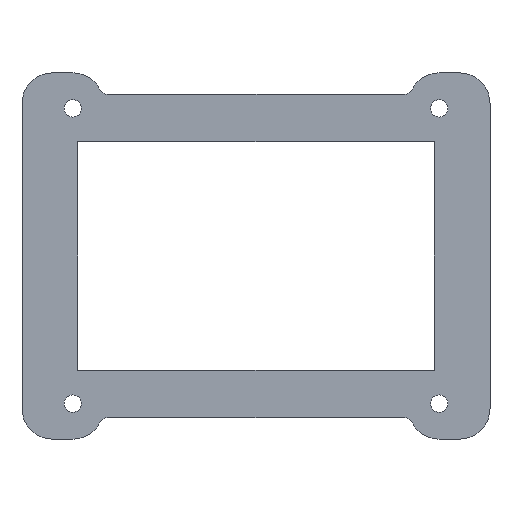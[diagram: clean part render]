
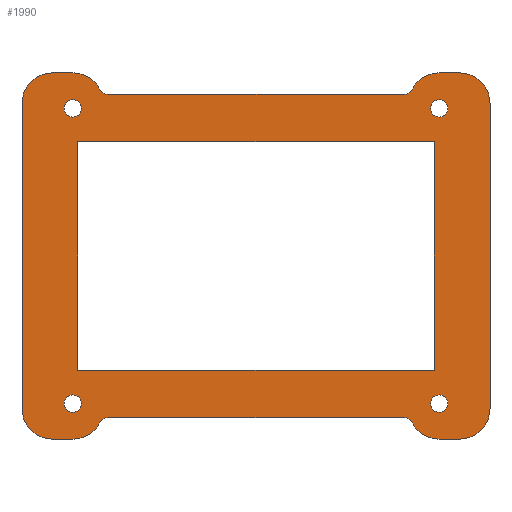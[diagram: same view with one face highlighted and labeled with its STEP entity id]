
A CAD part, front view. The second image highlights one B-rep face of the part: STEP entity #1990.
In plain terms, the highlighted planar face has unit normal (0, -1, 0).
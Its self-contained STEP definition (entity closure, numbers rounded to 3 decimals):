
#89=FACE_BOUND('',#496,.T.);
#90=FACE_BOUND('',#497,.T.);
#91=FACE_BOUND('',#498,.T.);
#92=FACE_BOUND('',#499,.T.);
#93=FACE_BOUND('',#500,.T.);
#113=CIRCLE('',#2041,1.7);
#117=CIRCLE('',#2047,1.7);
#121=CIRCLE('',#2053,1.7);
#221=CIRCLE('',#2248,1.7);
#222=CIRCLE('',#2250,2.);
#223=CIRCLE('',#2252,6.);
#224=CIRCLE('',#2254,2.);
#225=CIRCLE('',#2257,2.);
#226=CIRCLE('',#2259,6.);
#227=CIRCLE('',#2261,2.);
#228=CIRCLE('',#2264,6.);
#229=CIRCLE('',#2267,6.);
#230=CIRCLE('',#2268,6.);
#231=CIRCLE('',#2269,6.);
#232=CIRCLE('',#2270,6.);
#233=CIRCLE('',#2271,6.);
#370=FACE_OUTER_BOUND('',#495,.T.);
#495=EDGE_LOOP('',(#1783,#1784,#1785,#1786,#1787,#1788,#1789,#1790,#1791,
#1792,#1793,#1794,#1795,#1796,#1797,#1798,#1799,#1800,#1801,#1802));
#496=EDGE_LOOP('',(#1803,#1804,#1805,#1806));
#497=EDGE_LOOP('',(#1807));
#498=EDGE_LOOP('',(#1808));
#499=EDGE_LOOP('',(#1809));
#500=EDGE_LOOP('',(#1810));
#511=LINE('',#2966,#655);
#515=LINE('',#2974,#659);
#518=LINE('',#2980,#662);
#521=LINE('',#2985,#665);
#632=LINE('',#3486,#776);
#638=LINE('',#3504,#782);
#641=LINE('',#3513,#785);
#643=LINE('',#3516,#787);
#644=LINE('',#3520,#788);
#645=LINE('',#3524,#789);
#646=LINE('',#3527,#790);
#647=LINE('',#3531,#791);
#655=VECTOR('',#2286,10.);
#659=VECTOR('',#2292,10.);
#662=VECTOR('',#2297,10.);
#665=VECTOR('',#2302,10.);
#776=VECTOR('',#2887,10.);
#782=VECTOR('',#2907,10.);
#785=VECTOR('',#2916,10.);
#787=VECTOR('',#2920,10.);
#788=VECTOR('',#2923,10.);
#789=VECTOR('',#2926,10.);
#790=VECTOR('',#2929,10.);
#791=VECTOR('',#2932,10.);
#799=VERTEX_POINT('',#2964);
#800=VERTEX_POINT('',#2965);
#803=VERTEX_POINT('',#2973);
#805=VERTEX_POINT('',#2979);
#841=VERTEX_POINT('',#3059);
#844=VERTEX_POINT('',#3069);
#847=VERTEX_POINT('',#3079);
#954=VERTEX_POINT('',#3466);
#955=VERTEX_POINT('',#3470);
#956=VERTEX_POINT('',#3471);
#957=VERTEX_POINT('',#3476);
#958=VERTEX_POINT('',#3480);
#959=VERTEX_POINT('',#3481);
#960=VERTEX_POINT('',#3488);
#961=VERTEX_POINT('',#3489);
#962=VERTEX_POINT('',#3494);
#963=VERTEX_POINT('',#3498);
#964=VERTEX_POINT('',#3499);
#965=VERTEX_POINT('',#3506);
#966=VERTEX_POINT('',#3508);
#967=VERTEX_POINT('',#3512);
#968=VERTEX_POINT('',#3517);
#969=VERTEX_POINT('',#3519);
#970=VERTEX_POINT('',#3521);
#971=VERTEX_POINT('',#3523);
#972=VERTEX_POINT('',#3525);
#973=VERTEX_POINT('',#3528);
#974=VERTEX_POINT('',#3530);
#975=EDGE_CURVE('',#799,#800,#511,.T.);
#979=EDGE_CURVE('',#800,#803,#515,.T.);
#982=EDGE_CURVE('',#803,#805,#518,.T.);
#985=EDGE_CURVE('',#805,#799,#521,.T.);
#1023=EDGE_CURVE('',#841,#841,#113,.T.);
#1028=EDGE_CURVE('',#844,#844,#117,.T.);
#1033=EDGE_CURVE('',#847,#847,#121,.T.);
#1226=EDGE_CURVE('',#954,#954,#221,.T.);
#1227=EDGE_CURVE('',#955,#956,#222,.T.);
#1230=EDGE_CURVE('',#956,#957,#223,.T.);
#1232=EDGE_CURVE('',#958,#959,#224,.T.);
#1235=EDGE_CURVE('',#955,#959,#632,.T.);
#1236=EDGE_CURVE('',#960,#961,#225,.T.);
#1239=EDGE_CURVE('',#961,#962,#226,.T.);
#1241=EDGE_CURVE('',#963,#964,#227,.T.);
#1244=EDGE_CURVE('',#964,#960,#638,.T.);
#1246=EDGE_CURVE('',#965,#966,#228,.T.);
#1248=EDGE_CURVE('',#967,#966,#641,.T.);
#1250=EDGE_CURVE('',#965,#957,#643,.T.);
#1251=EDGE_CURVE('',#968,#958,#229,.T.);
#1252=EDGE_CURVE('',#968,#969,#644,.T.);
#1253=EDGE_CURVE('',#970,#969,#230,.T.);
#1254=EDGE_CURVE('',#970,#971,#645,.T.);
#1255=EDGE_CURVE('',#972,#971,#231,.T.);
#1256=EDGE_CURVE('',#972,#962,#646,.T.);
#1257=EDGE_CURVE('',#973,#963,#232,.T.);
#1258=EDGE_CURVE('',#973,#974,#647,.T.);
#1259=EDGE_CURVE('',#967,#974,#233,.T.);
#1783=ORIENTED_EDGE('',*,*,#1246,.F.);
#1784=ORIENTED_EDGE('',*,*,#1250,.T.);
#1785=ORIENTED_EDGE('',*,*,#1230,.F.);
#1786=ORIENTED_EDGE('',*,*,#1227,.F.);
#1787=ORIENTED_EDGE('',*,*,#1235,.T.);
#1788=ORIENTED_EDGE('',*,*,#1232,.F.);
#1789=ORIENTED_EDGE('',*,*,#1251,.F.);
#1790=ORIENTED_EDGE('',*,*,#1252,.T.);
#1791=ORIENTED_EDGE('',*,*,#1253,.F.);
#1792=ORIENTED_EDGE('',*,*,#1254,.T.);
#1793=ORIENTED_EDGE('',*,*,#1255,.F.);
#1794=ORIENTED_EDGE('',*,*,#1256,.T.);
#1795=ORIENTED_EDGE('',*,*,#1239,.F.);
#1796=ORIENTED_EDGE('',*,*,#1236,.F.);
#1797=ORIENTED_EDGE('',*,*,#1244,.F.);
#1798=ORIENTED_EDGE('',*,*,#1241,.F.);
#1799=ORIENTED_EDGE('',*,*,#1257,.F.);
#1800=ORIENTED_EDGE('',*,*,#1258,.T.);
#1801=ORIENTED_EDGE('',*,*,#1259,.F.);
#1802=ORIENTED_EDGE('',*,*,#1248,.T.);
#1803=ORIENTED_EDGE('',*,*,#982,.T.);
#1804=ORIENTED_EDGE('',*,*,#985,.T.);
#1805=ORIENTED_EDGE('',*,*,#975,.T.);
#1806=ORIENTED_EDGE('',*,*,#979,.T.);
#1807=ORIENTED_EDGE('',*,*,#1033,.F.);
#1808=ORIENTED_EDGE('',*,*,#1226,.F.);
#1809=ORIENTED_EDGE('',*,*,#1023,.F.);
#1810=ORIENTED_EDGE('',*,*,#1028,.F.);
#1876=PLANE('',#2266);
#1990=ADVANCED_FACE('',(#370,#89,#90,#91,#92,#93),#1876,.F.);
#2041=AXIS2_PLACEMENT_3D('',#3061,#2365,#2366);
#2047=AXIS2_PLACEMENT_3D('',#3071,#2378,#2379);
#2053=AXIS2_PLACEMENT_3D('',#3081,#2391,#2392);
#2248=AXIS2_PLACEMENT_3D('',#3468,#2866,#2867);
#2250=AXIS2_PLACEMENT_3D('',#3472,#2870,#2871);
#2252=AXIS2_PLACEMENT_3D('',#3477,#2876,#2877);
#2254=AXIS2_PLACEMENT_3D('',#3482,#2881,#2882);
#2257=AXIS2_PLACEMENT_3D('',#3490,#2890,#2891);
#2259=AXIS2_PLACEMENT_3D('',#3495,#2896,#2897);
#2261=AXIS2_PLACEMENT_3D('',#3500,#2901,#2902);
#2264=AXIS2_PLACEMENT_3D('',#3509,#2911,#2912);
#2266=AXIS2_PLACEMENT_3D('',#3515,#2918,#2919);
#2267=AXIS2_PLACEMENT_3D('',#3518,#2921,#2922);
#2268=AXIS2_PLACEMENT_3D('',#3522,#2924,#2925);
#2269=AXIS2_PLACEMENT_3D('',#3526,#2927,#2928);
#2270=AXIS2_PLACEMENT_3D('',#3529,#2930,#2931);
#2271=AXIS2_PLACEMENT_3D('',#3532,#2933,#2934);
#2286=DIRECTION('',(-1.,0.,0.));
#2292=DIRECTION('',(0.,0.,1.));
#2297=DIRECTION('',(1.,0.,0.));
#2302=DIRECTION('',(0.,0.,-1.));
#2365=DIRECTION('center_axis',(0.,-1.,0.));
#2366=DIRECTION('ref_axis',(1.,0.,0.));
#2378=DIRECTION('center_axis',(0.,-1.,0.));
#2379=DIRECTION('ref_axis',(1.,0.,0.));
#2391=DIRECTION('center_axis',(0.,-1.,0.));
#2392=DIRECTION('ref_axis',(1.,0.,0.));
#2866=DIRECTION('center_axis',(0.,-1.,0.));
#2867=DIRECTION('ref_axis',(1.,0.,0.));
#2870=DIRECTION('center_axis',(0.,-1.,0.));
#2871=DIRECTION('ref_axis',(-0.515,0.,0.857));
#2876=DIRECTION('center_axis',(0.,1.,0.));
#2877=DIRECTION('ref_axis',(0.957,0.,-0.292));
#2881=DIRECTION('center_axis',(0.,-1.,0.));
#2882=DIRECTION('ref_axis',(0.515,0.,0.857));
#2887=DIRECTION('',(1.,0.,0.));
#2890=DIRECTION('center_axis',(0.,-1.,0.));
#2891=DIRECTION('ref_axis',(0.515,0.,-0.857));
#2896=DIRECTION('center_axis',(0.,1.,0.));
#2897=DIRECTION('ref_axis',(-0.957,0.,0.292));
#2901=DIRECTION('center_axis',(0.,-1.,0.));
#2902=DIRECTION('ref_axis',(-0.515,0.,-0.857));
#2907=DIRECTION('',(1.,0.,0.));
#2911=DIRECTION('center_axis',(0.,1.,0.));
#2912=DIRECTION('ref_axis',(-0.707,0.,-0.707));
#2916=DIRECTION('',(0.,0.,-1.));
#2918=DIRECTION('center_axis',(0.,1.,0.));
#2919=DIRECTION('ref_axis',(1.,0.,0.));
#2920=DIRECTION('',(1.,0.,0.));
#2921=DIRECTION('center_axis',(0.,1.,0.));
#2922=DIRECTION('ref_axis',(0.,0.,-1.));
#2923=DIRECTION('',(1.,0.,0.));
#2924=DIRECTION('center_axis',(0.,1.,0.));
#2925=DIRECTION('ref_axis',(0.707,0.,-0.707));
#2926=DIRECTION('',(0.,0.,1.));
#2927=DIRECTION('center_axis',(0.,1.,0.));
#2928=DIRECTION('ref_axis',(0.707,0.,0.707));
#2929=DIRECTION('',(-1.,0.,0.));
#2930=DIRECTION('center_axis',(0.,1.,0.));
#2931=DIRECTION('ref_axis',(0.,0.,1.));
#2932=DIRECTION('',(-1.,0.,0.));
#2933=DIRECTION('center_axis',(0.,1.,0.));
#2934=DIRECTION('ref_axis',(-0.707,0.,0.707));
#2964=CARTESIAN_POINT('',(35.,0.,-22.5));
#2965=CARTESIAN_POINT('',(-35.,0.,-22.5));
#2966=CARTESIAN_POINT('',(-17.5,0.,-22.5));
#2973=CARTESIAN_POINT('',(-35.,0.,22.5));
#2974=CARTESIAN_POINT('',(-35.,0.,11.25));
#2979=CARTESIAN_POINT('',(35.,0.,22.5));
#2980=CARTESIAN_POINT('',(17.5,0.,22.5));
#2985=CARTESIAN_POINT('',(35.,0.,-11.25));
#3059=CARTESIAN_POINT('',(34.3,0.,29.));
#3061=CARTESIAN_POINT('Origin',(36.,0.,29.));
#3069=CARTESIAN_POINT('',(-37.7,0.,29.));
#3071=CARTESIAN_POINT('Origin',(-36.,0.,29.));
#3079=CARTESIAN_POINT('',(34.3,0.,-29.));
#3081=CARTESIAN_POINT('Origin',(36.,0.,-29.));
#3466=CARTESIAN_POINT('',(-37.7,0.,-29.));
#3468=CARTESIAN_POINT('Origin',(-36.,0.,-29.));
#3470=CARTESIAN_POINT('',(-28.933,0.,-31.75));
#3471=CARTESIAN_POINT('',(-30.7,0.,-32.813));
#3472=CARTESIAN_POINT('Origin',(-28.933,0.,-33.75));
#3476=CARTESIAN_POINT('',(-36.,0.,-36.));
#3477=CARTESIAN_POINT('Origin',(-36.,0.,-30.));
#3480=CARTESIAN_POINT('',(30.7,0.,-32.813));
#3481=CARTESIAN_POINT('',(28.933,0.,-31.75));
#3482=CARTESIAN_POINT('Origin',(28.933,0.,-33.75));
#3486=CARTESIAN_POINT('',(-30.261,0.,-31.75));
#3488=CARTESIAN_POINT('',(28.933,0.,31.75));
#3489=CARTESIAN_POINT('',(30.7,0.,32.813));
#3490=CARTESIAN_POINT('Origin',(28.933,0.,33.75));
#3494=CARTESIAN_POINT('',(36.,0.,36.));
#3495=CARTESIAN_POINT('Origin',(36.,0.,30.));
#3498=CARTESIAN_POINT('',(-30.7,0.,32.812));
#3499=CARTESIAN_POINT('',(-28.933,0.,31.75));
#3500=CARTESIAN_POINT('Origin',(-28.933,0.,33.75));
#3504=CARTESIAN_POINT('',(-30.261,0.,31.75));
#3506=CARTESIAN_POINT('',(-40.,0.,-36.));
#3508=CARTESIAN_POINT('',(-46.,0.,-30.));
#3509=CARTESIAN_POINT('Origin',(-40.,0.,-30.));
#3512=CARTESIAN_POINT('',(-46.,0.,30.));
#3513=CARTESIAN_POINT('',(-46.,0.,36.));
#3515=CARTESIAN_POINT('Origin',(0.,0.,0.));
#3516=CARTESIAN_POINT('',(-46.,0.,-36.));
#3517=CARTESIAN_POINT('',(36.,0.,-36.));
#3518=CARTESIAN_POINT('Origin',(36.,0.,-30.));
#3519=CARTESIAN_POINT('',(40.,0.,-36.));
#3520=CARTESIAN_POINT('',(36.,0.,-36.));
#3521=CARTESIAN_POINT('',(46.,0.,-30.));
#3522=CARTESIAN_POINT('Origin',(40.,0.,-30.));
#3523=CARTESIAN_POINT('',(46.,0.,30.));
#3524=CARTESIAN_POINT('',(46.,0.,-36.));
#3525=CARTESIAN_POINT('',(40.,0.,36.));
#3526=CARTESIAN_POINT('Origin',(40.,0.,30.));
#3527=CARTESIAN_POINT('',(46.,0.,36.));
#3528=CARTESIAN_POINT('',(-36.,0.,36.));
#3529=CARTESIAN_POINT('Origin',(-36.,0.,30.));
#3530=CARTESIAN_POINT('',(-40.,0.,36.));
#3531=CARTESIAN_POINT('',(-36.,0.,36.));
#3532=CARTESIAN_POINT('Origin',(-40.,0.,30.));
